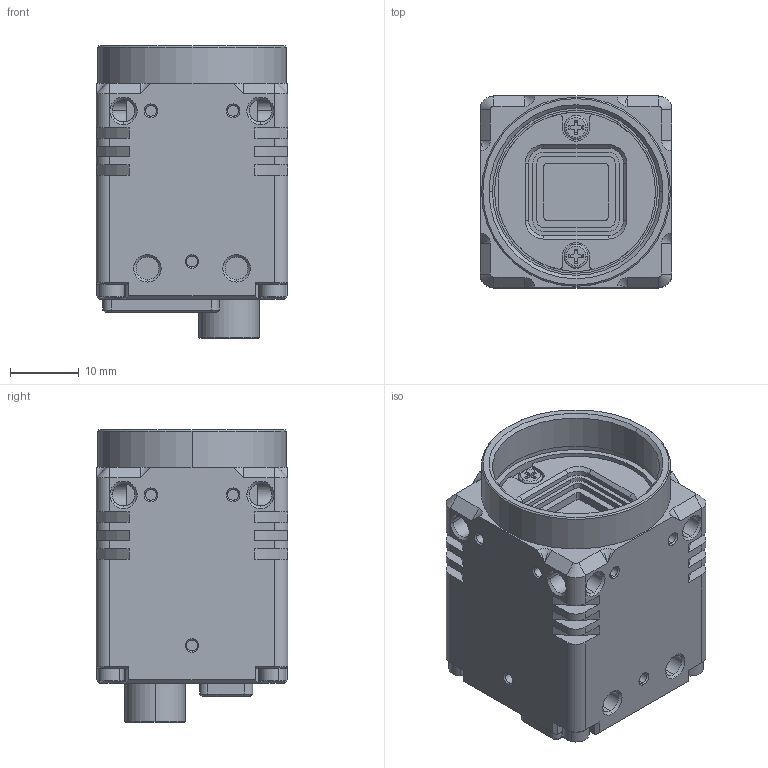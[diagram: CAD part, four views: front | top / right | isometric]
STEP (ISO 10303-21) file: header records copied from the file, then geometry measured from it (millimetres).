
FILE_DESCRIPTION((''),'2;1');
FILE_NAME('8060009','2016-08-19T',('SYSTEM'),(''),'PRO/ENGINEER BY PARAMETRIC TECHNOLOGY CORPORATION, 2014090','PRO/ENGINEER BY PARAMETRIC TECHNOLOGY CORPORATION, 2014090','');
FILE_SCHEMA(('CONFIG_CONTROL_DESIGN'));
Products named in the file (1): 8060009
Bounding box: 28 x 28 x 42.7 mm (x, y, z)
Volume: 23315.4 mm3; surface area: 8588.8 mm2
Topology: 1 solids, 2 shells, 882 faces, 2308 edges, 1440 vertices
Faces by surface type: plane 480, cylinder 253, cone 114, bspline 18, torus 17
Entity records: 73282 total; most frequent: CARTESIAN_POINT 33776, ORIENTED_EDGE 4600, DIRECTION 4581, PRESENTATION_STYLE_ASSIGNMENT 3183, STYLED_ITEM 2301, CURVE_STYLE 2300, EDGE_CURVE 2300, FILL_AREA_STYLE_COLOUR 1765
